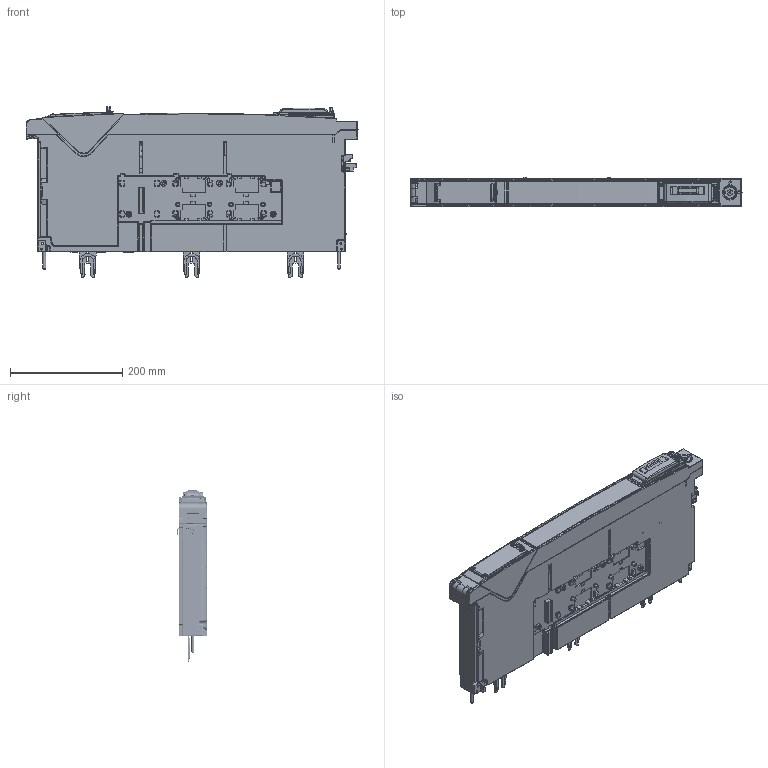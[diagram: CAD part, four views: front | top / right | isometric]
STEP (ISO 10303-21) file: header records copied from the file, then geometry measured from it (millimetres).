
FILE_DESCRIPTION((''),'2;1');
FILE_NAME('XRG00-185-10-3P-ITS2_D-MOT','2023-01-10T15:30:08',('sarey'),(''),'CREO PARAMETRIC BY PTC INC, 2017260','CREO PARAMETRIC BY PTC INC, 2017260','');
FILE_SCHEMA(('AUTOMOTIVE_DESIGN { 1 0 10303 214 1 1 1 1 }'));
Products named in the file (1): XRG00-185-10-3P-ITS2_D-MOT
Bounding box: 591.48 x 52.18 x 304.66 mm (x, y, z)
Surface area: 540552.2 mm2 (no closed solid volume)
Topology: 0 solids, 160 shells, 5393 faces, 16624 edges, 10965 vertices
Faces by surface type: plane 2714, cylinder 1769, bspline 339, cone 231, torus 198, sphere 102, extrusion 40
Entity records: 266634 total; most frequent: CARTESIAN_POINT 96394, ORIENTED_EDGE 28226, DIRECTION 24743, EDGE_CURVE 15886, VERTEX_POINT 10677, VECTOR 9401, LINE 9361, AXIS2_PLACEMENT_3D 7671
